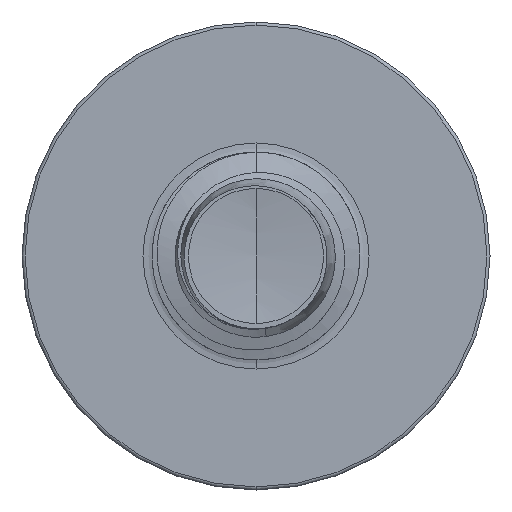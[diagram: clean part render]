
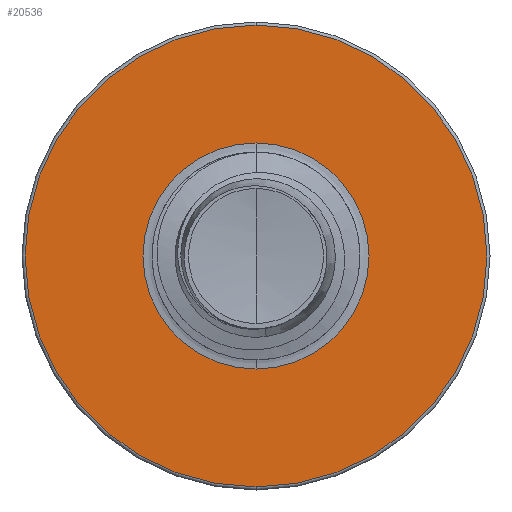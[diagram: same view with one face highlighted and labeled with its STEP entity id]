
A CAD part, front view. The second image highlights one B-rep face of the part: STEP entity #20536.
In plain terms, the highlighted planar face has unit normal (0, -1, 0).
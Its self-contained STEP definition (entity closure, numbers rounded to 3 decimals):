
#1309 = DIRECTION ( 'NONE',  ( 0., 1., 0. ) ) ;
#2353 = PLANE ( 'NONE',  #20630 ) ;
#2556 = CIRCLE ( 'NONE', #21044, 2.174 ) ;
#3620 = ORIENTED_EDGE ( 'NONE', *, *, #19438, .T. ) ;
#3891 = VERTEX_POINT ( 'NONE', #9915 ) ;
#4172 = DIRECTION ( 'NONE',  ( 0., 1., 0. ) ) ;
#5056 = DIRECTION ( 'NONE',  ( 0., 1., 0. ) ) ;
#6789 = ORIENTED_EDGE ( 'NONE', *, *, #23518, .T. ) ;
#7438 = CARTESIAN_POINT ( 'NONE',  ( 0., 8., 0. ) ) ;
#8816 = FACE_BOUND ( 'NONE', #22451, .T. ) ;
#9062 = DIRECTION ( 'NONE',  ( 0., 1., 0. ) ) ;
#9557 = DIRECTION ( 'NONE',  ( 0., 0., 1. ) ) ;
#9915 = CARTESIAN_POINT ( 'NONE',  ( 0., 8., 4.44 ) ) ;
#11820 = AXIS2_PLACEMENT_3D ( 'NONE', #14065, #1309, #15934 ) ;
#12576 = CIRCLE ( 'NONE', #23273, 2.174 ) ;
#14065 = CARTESIAN_POINT ( 'NONE',  ( 0., 8., 0. ) ) ;
#14076 = CIRCLE ( 'NONE', #11820, 4.44 ) ;
#14376 = VERTEX_POINT ( 'NONE', #18996 ) ;
#14608 = EDGE_LOOP ( 'NONE', ( #17147, #16130 ) ) ;
#15242 = VERTEX_POINT ( 'NONE', #19659 ) ;
#15934 = DIRECTION ( 'NONE',  ( 0., 0., 1. ) ) ;
#16130 = ORIENTED_EDGE ( 'NONE', *, *, #18261, .F. ) ;
#16298 = CARTESIAN_POINT ( 'NONE',  ( 0., 8., 0. ) ) ;
#16991 = CARTESIAN_POINT ( 'NONE',  ( 0., 8., 0. ) ) ;
#17147 = ORIENTED_EDGE ( 'NONE', *, *, #24306, .F. ) ;
#18061 = DIRECTION ( 'NONE',  ( 0., 0., 1. ) ) ;
#18261 = EDGE_CURVE ( 'NONE', #14376, #3891, #22316, .T. ) ;
#18759 = DIRECTION ( 'NONE',  ( 0., 0., 1. ) ) ;
#18996 = CARTESIAN_POINT ( 'NONE',  ( 0., 8., -4.44 ) ) ;
#19438 = EDGE_CURVE ( 'NONE', #15242, #20879, #2556, .T. ) ;
#19659 = CARTESIAN_POINT ( 'NONE',  ( 0., 8., 2.174 ) ) ;
#20235 = CARTESIAN_POINT ( 'NONE',  ( 0., 8., -2.174 ) ) ;
#20536 = ADVANCED_FACE ( 'NONE', ( #22765, #8816 ), #2353, .F. ) ;
#20630 = AXIS2_PLACEMENT_3D ( 'NONE', #20235, #9062, #21922 ) ;
#20645 = DIRECTION ( 'NONE',  ( 0., 1., 0. ) ) ;
#20753 = CARTESIAN_POINT ( 'NONE',  ( 0., 8., -2.174 ) ) ;
#20879 = VERTEX_POINT ( 'NONE', #20753 ) ;
#21044 = AXIS2_PLACEMENT_3D ( 'NONE', #7438, #20645, #9557 ) ;
#21922 = DIRECTION ( 'NONE',  ( 0., 0., 1. ) ) ;
#22316 = CIRCLE ( 'NONE', #23830, 4.44 ) ;
#22451 = EDGE_LOOP ( 'NONE', ( #3620, #6789 ) ) ;
#22765 = FACE_OUTER_BOUND ( 'NONE', #14608, .T. ) ;
#23273 = AXIS2_PLACEMENT_3D ( 'NONE', #16298, #4172, #18061 ) ;
#23518 = EDGE_CURVE ( 'NONE', #20879, #15242, #12576, .T. ) ;
#23830 = AXIS2_PLACEMENT_3D ( 'NONE', #16991, #5056, #18759 ) ;
#24306 = EDGE_CURVE ( 'NONE', #3891, #14376, #14076, .T. ) ;
